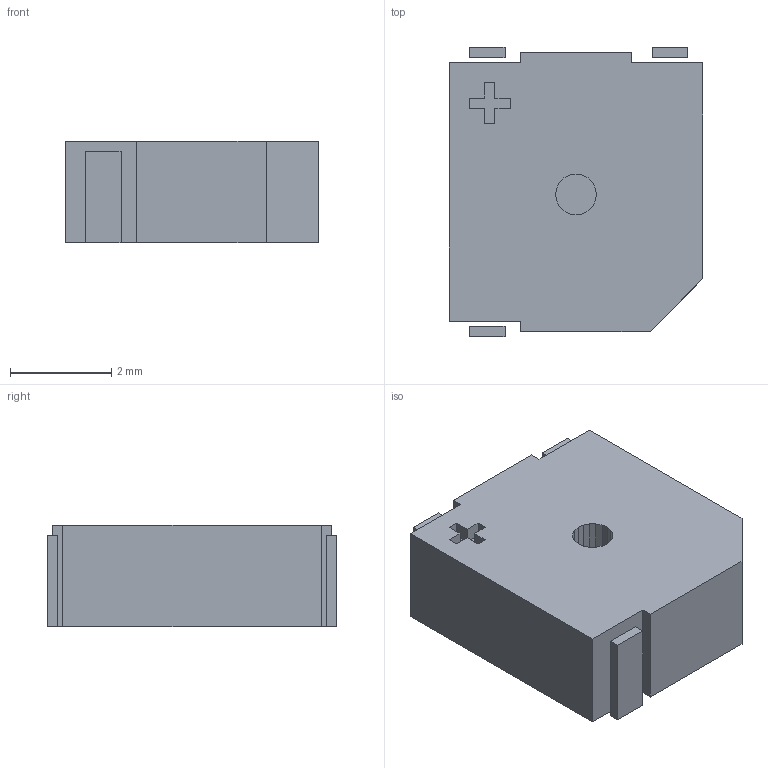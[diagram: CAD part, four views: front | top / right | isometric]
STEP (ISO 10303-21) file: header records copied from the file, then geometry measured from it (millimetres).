
FILE_DESCRIPTION(('FreeCAD Model'),'2;1');
FILE_NAME('Open CASCADE Shape Model','2022-07-10T21:54:05',('Author'),( ''),'Open CASCADE STEP processor 7.5','FreeCAD','Unknown');
FILE_SCHEMA(('AUTOMOTIVE_DESIGN { 1 0 10303 214 1 1 1 1 }'));
Length unit declared in the file: millimetre
Products named in the file (1): BST_5523SA001001
Bounding box: 5 x 5.7 x 2 mm (x, y, z)
Surface area: 106.3 mm2 (no closed solid volume)
Topology: 0 solids, 4 shells, 65 faces, 165 edges, 110 vertices
Faces by surface type: plane 65
Entity records: 4107 total; most frequent: CARTESIAN_POINT 671, DIRECTION 627, LINE 495, VECTOR 495, ORIENTED_EDGE 330, PCURVE 330, DEFINITIONAL_REPRESENTATION 330, EDGE_CURVE 165
